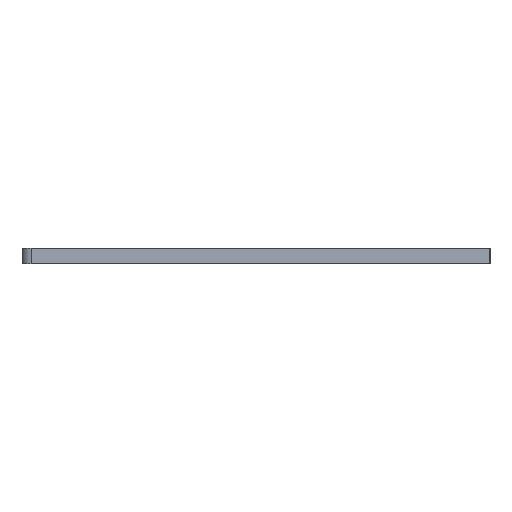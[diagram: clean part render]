
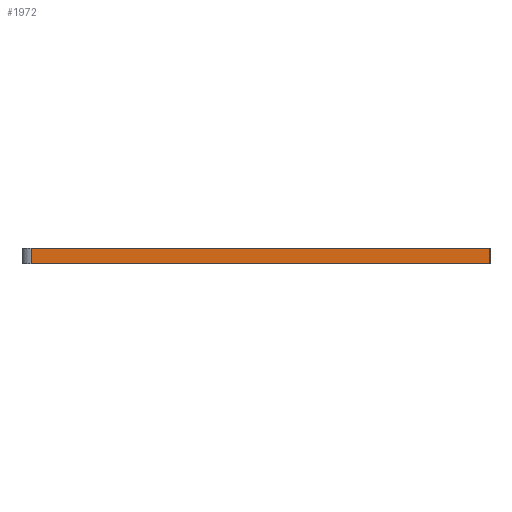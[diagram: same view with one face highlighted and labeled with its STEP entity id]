
A CAD part, left-side view. The second image highlights one B-rep face of the part: STEP entity #1972.
In plain terms, the highlighted planar face has unit normal (-1, 0, 0).
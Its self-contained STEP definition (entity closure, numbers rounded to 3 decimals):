
#238=DIRECTION('',(0.,0.,-1.));
#239=VECTOR('',#238,5.);
#240=CARTESIAN_POINT('',(-200.447,181.548,5.));
#241=LINE('',#240,#239);
#343=DIRECTION('',(0.,0.,-1.));
#344=VECTOR('',#343,5.);
#345=CARTESIAN_POINT('',(-200.447,31.548,5.));
#346=LINE('',#345,#344);
#350=DIRECTION('',(0.,1.,0.));
#351=VECTOR('',#350,150.);
#352=CARTESIAN_POINT('',(-200.447,31.548,0.));
#353=LINE('',#352,#351);
#422=DIRECTION('',(0.,1.,0.));
#423=VECTOR('',#422,150.);
#424=CARTESIAN_POINT('',(-200.447,31.548,5.));
#425=LINE('',#424,#423);
#1546=CARTESIAN_POINT('',(-200.447,181.548,0.));
#1548=VERTEX_POINT('',#1546);
#1549=CARTESIAN_POINT('',(-200.447,31.548,0.));
#1550=VERTEX_POINT('',#1549);
#1567=CARTESIAN_POINT('',(-200.447,181.548,5.));
#1568=VERTEX_POINT('',#1567);
#1583=CARTESIAN_POINT('',(-200.447,31.548,5.));
#1584=VERTEX_POINT('',#1583);
#1960=CARTESIAN_POINT('',(-200.447,181.548,0.));
#1961=DIRECTION('',(-1.,0.,0.));
#1962=DIRECTION('',(0.,-1.,0.));
#1963=AXIS2_PLACEMENT_3D('',#1960,#1961,#1962);
#1964=PLANE('',#1963);
#1965=ORIENTED_EDGE('',*,*,#1843,.F.);
#1967=ORIENTED_EDGE('',*,*,#1966,.F.);
#1968=ORIENTED_EDGE('',*,*,#1952,.T.);
#1969=ORIENTED_EDGE('',*,*,#1800,.T.);
#1970=EDGE_LOOP('',(#1965,#1967,#1968,#1969));
#1971=FACE_OUTER_BOUND('',#1970,.F.);
#1800=EDGE_CURVE('',#1550,#1548,#353,.T.);
#1843=EDGE_CURVE('',#1568,#1548,#241,.T.);
#1952=EDGE_CURVE('',#1584,#1550,#346,.T.);
#1966=EDGE_CURVE('',#1584,#1568,#425,.T.);
#1972=ADVANCED_FACE('',(#1971),#1964,.T.);
